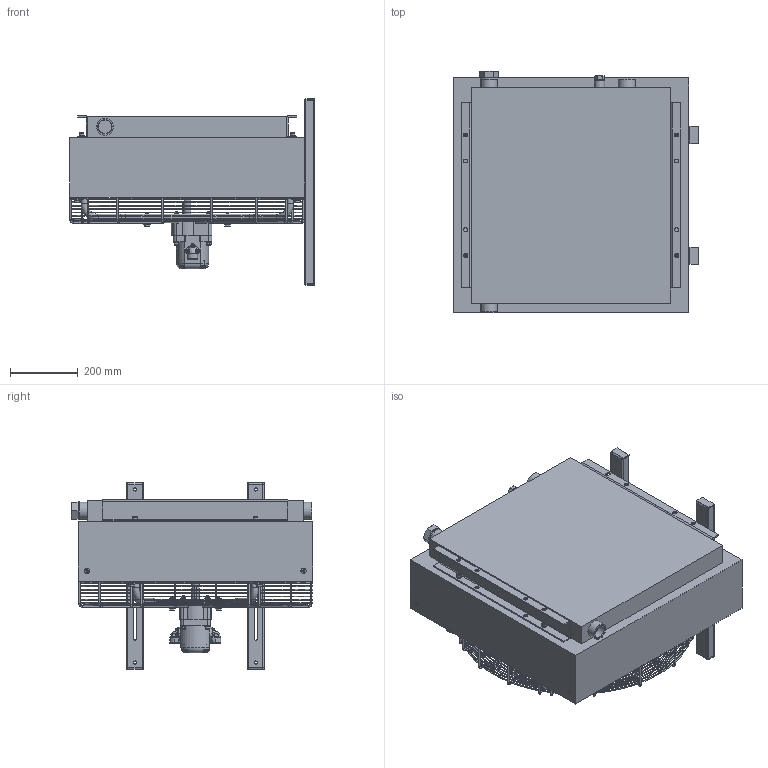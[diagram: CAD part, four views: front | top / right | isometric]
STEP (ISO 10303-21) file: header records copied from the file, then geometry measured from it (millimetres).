
FILE_DESCRIPTION((''),'2;1');
FILE_NAME('LHC-033-A.stp','2011-02-22T10:01:17',('sfrny'),(''),'Autodesk Inventor 2011','Autodesk Inventor 2011','');
FILE_SCHEMA(('AUTOMOTIVE_DESIGN { 1 0 10303 214 1 1 1 1 }'));
Length unit declared in the file: millimetre
Products named in the file (1): LHC-033-A
Bounding box: 724 x 712.01 x 550 mm (x, y, z)
Volume: 110206353.9 mm3; surface area: 3792425.2 mm2
Topology: 87 solids, 123 shells, 1832 faces, 4107 edges, 2562 vertices
Faces by surface type: plane 857, cylinder 512, cone 265, torus 176, bspline 18, sphere 4
Full cylindrical faces by diameter (mm): 4.917 x9, 5 x52, 6 x6, 6.5 x6, 6.647 x5, 8 x31, 8.4 x18, 8.5 x4, 9 x25, 10 x6, 11 x8, 11.445 x1, 11.6 x4, 11.63 x11, 12 x1, 13 x8, 13.5 x6, 15 x1, 15.5 x4, 16 x18, 16.2 x2, 18.631 x4, 18.82 x2, 19 x1, 20 x10, 20.955 x1, 21 x2, 21.4 x1, 22 x1, 28 x1
Entity records: 52783 total; most frequent: CARTESIAN_POINT 13804, DIRECTION 7673, ORIENTED_EDGE 6762, EDGE_CURVE 3381, AXIS2_PLACEMENT_3D 3204, EDGE_LOOP 2704, VERTEX_POINT 2413, FACE_OUTER_BOUND 1831
